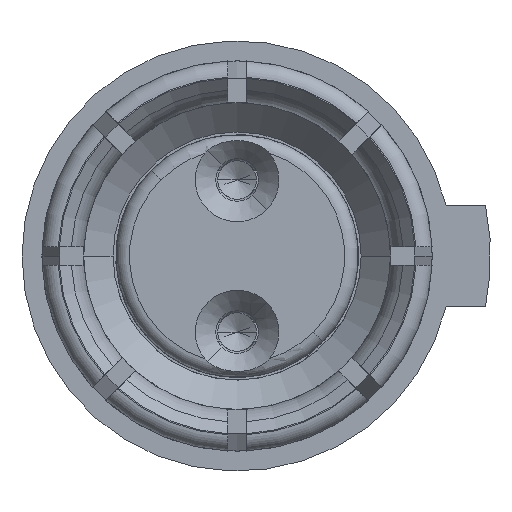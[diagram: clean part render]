
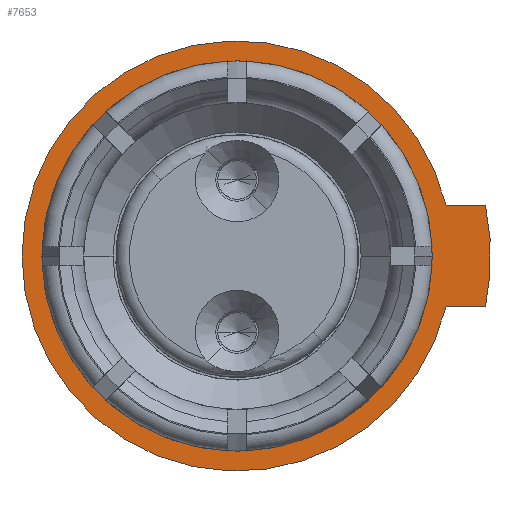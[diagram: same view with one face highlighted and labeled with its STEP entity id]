
A CAD part, front view. The second image highlights one B-rep face of the part: STEP entity #7653.
In plain terms, the highlighted planar face has unit normal (0, -1, 0).
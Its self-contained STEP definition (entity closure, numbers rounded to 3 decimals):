
#1982=CARTESIAN_POINT('',(0.,-0.79,0.));
#1983=DIRECTION('',(0.,-1.,0.));
#1984=DIRECTION('',(-1.,0.,0.));
#1985=AXIS2_PLACEMENT_3D('',#1982,#1983,#1984);
#1996=CARTESIAN_POINT('',(0.,-0.79,0.));
#1997=DIRECTION('',(0.,1.,0.));
#1998=DIRECTION('',(-1.,0.,0.));
#1999=AXIS2_PLACEMENT_3D('',#1996,#1997,#1998);
#2020=DIRECTION('',(1.,0.,0.));
#2021=VECTOR('',#2020,0.729);
#2022=CARTESIAN_POINT('',(3.876,-0.79,0.94));
#2023=LINE('',#2022,#2021);
#2024=CARTESIAN_POINT('',(0.,-0.79,0.));
#2025=DIRECTION('',(0.,1.,0.));
#2026=DIRECTION('',(0.98,0.,0.2));
#2027=AXIS2_PLACEMENT_3D('',#2024,#2025,#2026);
#2029=DIRECTION('',(-1.,0.,0.));
#2030=VECTOR('',#2029,0.729);
#2031=CARTESIAN_POINT('',(4.605,-0.79,-0.94));
#2032=LINE('',#2031,#2030);
#2042=CARTESIAN_POINT('',(0.,-0.79,0.));
#2043=DIRECTION('',(0.,-1.,0.));
#2044=DIRECTION('',(0.972,0.,0.236));
#2045=AXIS2_PLACEMENT_3D('',#2042,#2043,#2044);
#4485=CARTESIAN_POINT('',(-3.62,-0.79,0.));
#4486=CARTESIAN_POINT('',(3.62,-0.79,0.));
#4487=VERTEX_POINT('',#4485);
#4488=VERTEX_POINT('',#4486);
#4701=CARTESIAN_POINT('',(4.605,-0.79,0.94));
#4702=CARTESIAN_POINT('',(4.605,-0.79,-0.94));
#4703=VERTEX_POINT('',#4701);
#4704=VERTEX_POINT('',#4702);
#4705=CARTESIAN_POINT('',(3.876,-0.79,-0.94));
#4706=VERTEX_POINT('',#4705);
#4707=CARTESIAN_POINT('',(3.876,-0.79,0.94));
#4708=VERTEX_POINT('',#4707);
#7634=CARTESIAN_POINT('',(0.,-0.79,0.));
#7635=DIRECTION('',(0.,-1.,0.));
#7636=DIRECTION('',(-1.,0.,0.));
#7637=AXIS2_PLACEMENT_3D('',#7634,#7635,#7636);
#7638=PLANE('',#7637);
#7640=ORIENTED_EDGE('',*,*,#7639,.F.);
#7642=ORIENTED_EDGE('',*,*,#7641,.T.);
#7644=ORIENTED_EDGE('',*,*,#7643,.T.);
#7646=ORIENTED_EDGE('',*,*,#7645,.T.);
#7647=EDGE_LOOP('',(#7640,#7642,#7644,#7646));
#7648=FACE_OUTER_BOUND('',#7647,.F.);
#7649=ORIENTED_EDGE('',*,*,#7588,.T.);
#7650=ORIENTED_EDGE('',*,*,#7603,.F.);
#7651=EDGE_LOOP('',(#7649,#7650));
#7652=FACE_BOUND('',#7651,.F.);
#7653=ADVANCED_FACE('',(#7648,#7652),#7638,.T.);
#1986=CIRCLE('',#1985,3.62);
#2000=CIRCLE('',#1999,3.62);
#2028=CIRCLE('',#2027,4.7);
#2046=CIRCLE('',#2045,3.988);
#7588=EDGE_CURVE('',#4487,#4488,#1986,.T.);
#7603=EDGE_CURVE('',#4487,#4488,#2000,.T.);
#7639=EDGE_CURVE('',#4708,#4706,#2046,.T.);
#7641=EDGE_CURVE('',#4708,#4703,#2023,.T.);
#7643=EDGE_CURVE('',#4703,#4704,#2028,.T.);
#7645=EDGE_CURVE('',#4704,#4706,#2032,.T.);
